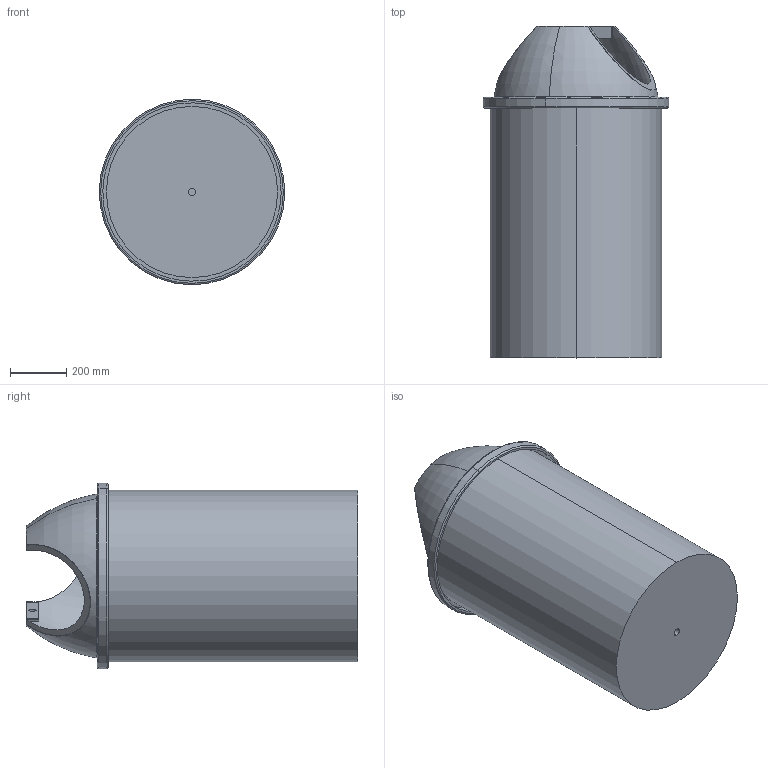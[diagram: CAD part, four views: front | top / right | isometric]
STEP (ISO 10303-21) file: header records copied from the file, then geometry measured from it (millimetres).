
FILE_DESCRIPTION (( 'STEP AP203' ), '1' );
FILE_NAME ('Bin_Default_sldprt.STEP', '2023-12-03T01:34:12', ( '' ), ( '' ), 'SwSTEP 2.0', 'SolidWorks 2023', '' );
FILE_SCHEMA (( 'CONFIG_CONTROL_DESIGN' ));
Length unit declared in the file: inch
Products named in the file (1): Bin_Default_sldprt
Bounding box: 660.33 x 1181.1 x 660.33 mm (x, y, z)
Volume: 58129683.1 mm3; surface area: 5221942.8 mm2
Topology: 2 solids, 2 shells, 75 faces, 169 edges, 104 vertices
Faces by surface type: cylinder 31, plane 23, torus 15, sphere 4, bspline 2
Entity records: 3599 total; most frequent: CARTESIAN_POINT 1812, DIRECTION 391, ORIENTED_EDGE 338, AXIS2_PLACEMENT_3D 171, EDGE_CURVE 169, VERTEX_POINT 104, CIRCLE 97, EDGE_LOOP 85
